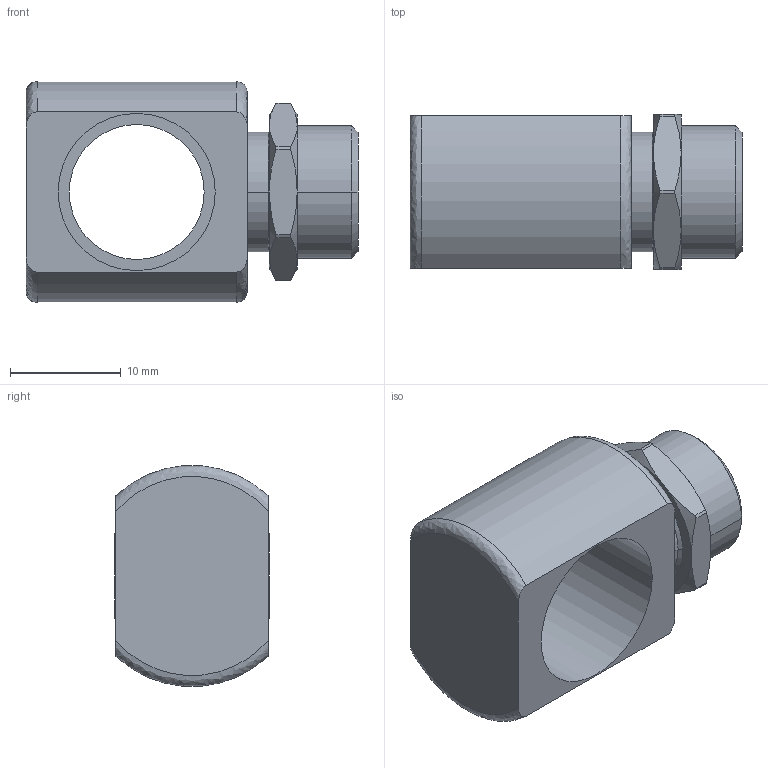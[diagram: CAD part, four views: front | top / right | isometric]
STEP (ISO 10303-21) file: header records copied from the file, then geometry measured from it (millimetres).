
FILE_DESCRIPTION (( 'STEP AP214' ), '1' );
FILE_NAME ('ACCTMB - Mounting bolt with thread nc fxt Coord.STEP', '2022-02-21T23:23:10', ( '' ), ( '' ), 'SwSTEP 2.0', 'SolidWorks 2021', '' );
FILE_SCHEMA (( 'AUTOMOTIVE_DESIGN' ));
Length unit declared in the file: inch
Products named in the file (1): ACCTMB - Mounting bolt with thread nc fxt Coord
Bounding box: 30 x 14 x 19.93 mm (x, y, z)
Volume: 4156.5 mm3; surface area: 2749.9 mm2
Topology: 2 solids, 2 shells, 56 faces, 128 edges, 78 vertices
Faces by surface type: cone 20, cylinder 18, plane 14, bspline 4
Entity records: 1889 total; most frequent: CARTESIAN_POINT 587, ORIENTED_EDGE 256, DIRECTION 252, EDGE_CURVE 128, AXIS2_PLACEMENT_3D 107, VERTEX_POINT 78, EDGE_LOOP 62, FACE_OUTER_BOUND 56
